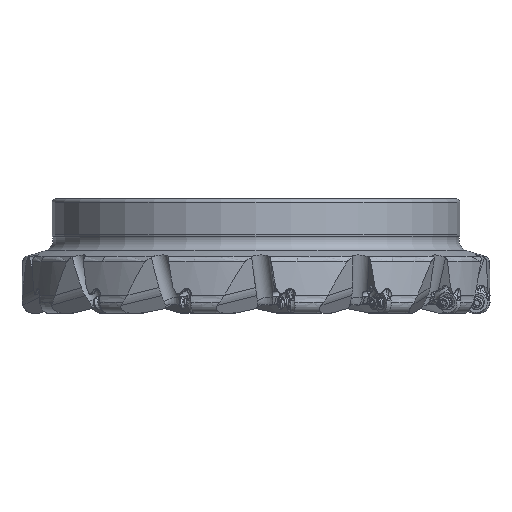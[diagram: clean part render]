
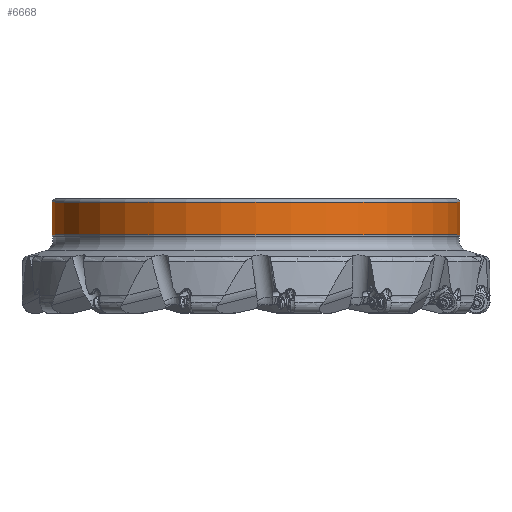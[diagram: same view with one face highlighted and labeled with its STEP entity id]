
A CAD part, front view. The second image highlights one B-rep face of the part: STEP entity #6668.
In plain terms, the highlighted cylindrical face has radius 109.995 mm (diameter 219.989 mm), a partial arc.
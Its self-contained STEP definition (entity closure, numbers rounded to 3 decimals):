
#1214=LINE('',#138068,#2309);
#1215=LINE('',#138072,#2310);
#2309=VECTOR('',#38438,1.);
#2310=VECTOR('',#38441,1.);
#3230=CYLINDRICAL_SURFACE('',#32783,109.995);
#4968=FACE_OUTER_BOUND('',#8836,.T.);
#6668=ADVANCED_FACE('',(#4968),#3230,.T.);
#8836=EDGE_LOOP('',(#18266,#18267,#18268,#18269));
#18266=ORIENTED_EDGE('',*,*,#27703,.F.);
#18267=ORIENTED_EDGE('',*,*,#27704,.F.);
#18268=ORIENTED_EDGE('',*,*,#27705,.F.);
#18269=ORIENTED_EDGE('',*,*,#27702,.F.);
#23418=VERTEX_POINT('',#138063);
#23419=VERTEX_POINT('',#138065);
#23420=VERTEX_POINT('',#138069);
#23421=VERTEX_POINT('',#138071);
#27702=EDGE_CURVE('',#23419,#23418,#29757,.T.);
#27703=EDGE_CURVE('',#23420,#23419,#1214,.T.);
#27704=EDGE_CURVE('',#23421,#23420,#29758,.T.);
#27705=EDGE_CURVE('',#23418,#23421,#1215,.T.);
#29757=CIRCLE('',#32780,109.995);
#29758=CIRCLE('',#32782,109.995);
#32780=AXIS2_PLACEMENT_3D('',#138066,#38434,#38435);
#32782=AXIS2_PLACEMENT_3D('',#138070,#38439,#38440);
#32783=AXIS2_PLACEMENT_3D('',#138073,#38442,#38443);
#38434=DIRECTION('',(0.,0.,-1.));
#38435=DIRECTION('',(1.,0.,0.));
#38438=DIRECTION('',(0.,0.,-1.));
#38439=DIRECTION('',(0.,0.,1.));
#38440=DIRECTION('',(-1.,0.,0.));
#38441=DIRECTION('',(0.,0.,1.));
#38442=DIRECTION('',(0.,0.,-1.));
#38443=DIRECTION('',(-1.,0.,0.));
#138063=CARTESIAN_POINT('',(-109.995,0.,-19.44));
#138065=CARTESIAN_POINT('',(109.995,0.,-19.44));
#138066=CARTESIAN_POINT('',(0.,0.,-19.44));
#138068=CARTESIAN_POINT('',(109.995,0.,-2.));
#138069=CARTESIAN_POINT('',(109.995,0.,-2.));
#138070=CARTESIAN_POINT('',(0.,0.,-2.));
#138071=CARTESIAN_POINT('',(-109.995,0.,-2.));
#138072=CARTESIAN_POINT('',(-109.995,0.,-19.44));
#138073=CARTESIAN_POINT('',(0.,0.,-1.651));
